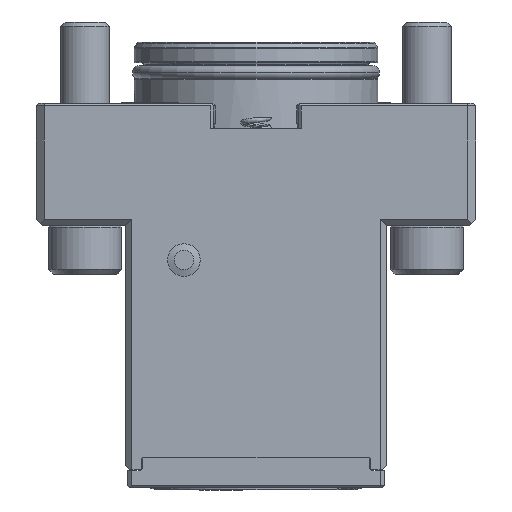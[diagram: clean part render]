
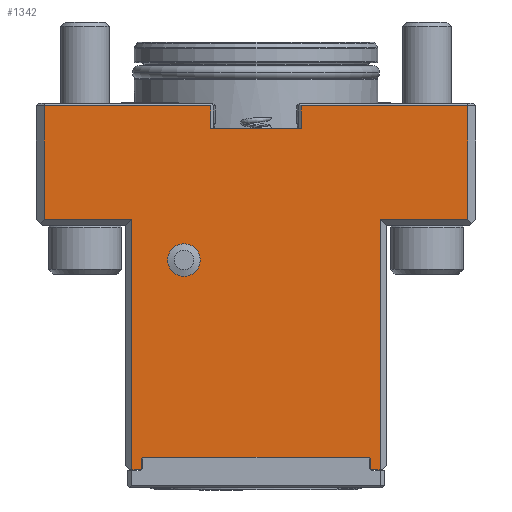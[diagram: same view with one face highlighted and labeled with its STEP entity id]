
A CAD part, left-side view. The second image highlights one B-rep face of the part: STEP entity #1342.
In plain terms, the highlighted planar face has unit normal (-1, 0, 0).
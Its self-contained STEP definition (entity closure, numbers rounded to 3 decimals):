
#115=LINE('',#8971,#594);
#116=LINE('',#8974,#595);
#117=LINE('',#8976,#596);
#118=LINE('',#8978,#597);
#119=LINE('',#8980,#598);
#120=LINE('',#8982,#599);
#121=LINE('',#8984,#600);
#122=LINE('',#8986,#601);
#123=LINE('',#8988,#602);
#124=LINE('',#8990,#603);
#125=LINE('',#8992,#604);
#126=LINE('',#8996,#605);
#127=LINE('',#9000,#606);
#128=LINE('',#9002,#607);
#129=LINE('',#9004,#608);
#130=LINE('',#9006,#609);
#131=LINE('',#9008,#610);
#132=LINE('',#9010,#611);
#594=VECTOR('',#6063,1.);
#595=VECTOR('',#6064,1.);
#596=VECTOR('',#6065,1.);
#597=VECTOR('',#6066,1.);
#598=VECTOR('',#6067,1.);
#599=VECTOR('',#6068,1.);
#600=VECTOR('',#6069,1.);
#601=VECTOR('',#6070,1.);
#602=VECTOR('',#6071,1.);
#603=VECTOR('',#6072,1.);
#604=VECTOR('',#6073,1.);
#605=VECTOR('',#6076,1.);
#606=VECTOR('',#6079,1.);
#607=VECTOR('',#6080,1.);
#608=VECTOR('',#6081,1.);
#609=VECTOR('',#6082,1.);
#610=VECTOR('',#6083,1.);
#611=VECTOR('',#6084,1.);
#1168=FACE_BOUND('',#2141,.T.);
#1169=FACE_BOUND('',#2142,.T.);
#1342=ADVANCED_FACE('',(#1168,#1169),#1624,.T.);
#1624=PLANE('',#5392);
#2141=EDGE_LOOP('',(#2656));
#2142=EDGE_LOOP('',(#2657,#2658,#2659,#2660,#2661,#2662,#2663,#2664,#2665,
#2666,#2667,#2668,#2669,#2670,#2671,#2672,#2673,#2674,#2675,#2676));
#2656=ORIENTED_EDGE('',*,*,#4508,.F.);
#2657=ORIENTED_EDGE('',*,*,#4509,.T.);
#2658=ORIENTED_EDGE('',*,*,#4510,.T.);
#2659=ORIENTED_EDGE('',*,*,#4511,.F.);
#2660=ORIENTED_EDGE('',*,*,#4512,.T.);
#2661=ORIENTED_EDGE('',*,*,#4513,.T.);
#2662=ORIENTED_EDGE('',*,*,#4514,.T.);
#2663=ORIENTED_EDGE('',*,*,#4515,.T.);
#2664=ORIENTED_EDGE('',*,*,#4516,.T.);
#2665=ORIENTED_EDGE('',*,*,#4517,.F.);
#2666=ORIENTED_EDGE('',*,*,#4518,.T.);
#2667=ORIENTED_EDGE('',*,*,#4519,.F.);
#2668=ORIENTED_EDGE('',*,*,#4520,.T.);
#2669=ORIENTED_EDGE('',*,*,#4521,.F.);
#2670=ORIENTED_EDGE('',*,*,#4522,.T.);
#2671=ORIENTED_EDGE('',*,*,#4523,.F.);
#2672=ORIENTED_EDGE('',*,*,#4524,.T.);
#2673=ORIENTED_EDGE('',*,*,#4525,.F.);
#2674=ORIENTED_EDGE('',*,*,#4526,.T.);
#2675=ORIENTED_EDGE('',*,*,#4527,.T.);
#2676=ORIENTED_EDGE('',*,*,#4528,.T.);
#4025=VERTEX_POINT('',#8970);
#4026=VERTEX_POINT('',#8972);
#4027=VERTEX_POINT('',#8973);
#4028=VERTEX_POINT('',#8975);
#4029=VERTEX_POINT('',#8977);
#4030=VERTEX_POINT('',#8979);
#4031=VERTEX_POINT('',#8981);
#4032=VERTEX_POINT('',#8983);
#4033=VERTEX_POINT('',#8985);
#4034=VERTEX_POINT('',#8987);
#4035=VERTEX_POINT('',#8989);
#4036=VERTEX_POINT('',#8991);
#4037=VERTEX_POINT('',#8993);
#4038=VERTEX_POINT('',#8995);
#4039=VERTEX_POINT('',#8997);
#4040=VERTEX_POINT('',#8999);
#4041=VERTEX_POINT('',#9001);
#4042=VERTEX_POINT('',#9003);
#4043=VERTEX_POINT('',#9005);
#4044=VERTEX_POINT('',#9007);
#4045=VERTEX_POINT('',#9009);
#4508=EDGE_CURVE('',#4025,#4025,#5124,.T.);
#4509=EDGE_CURVE('',#4026,#4027,#115,.T.);
#4510=EDGE_CURVE('',#4027,#4028,#116,.T.);
#4511=EDGE_CURVE('',#4029,#4028,#117,.T.);
#4512=EDGE_CURVE('',#4029,#4030,#118,.T.);
#4513=EDGE_CURVE('',#4030,#4031,#119,.T.);
#4514=EDGE_CURVE('',#4031,#4032,#120,.T.);
#4515=EDGE_CURVE('',#4032,#4033,#121,.T.);
#4516=EDGE_CURVE('',#4033,#4034,#122,.T.);
#4517=EDGE_CURVE('',#4035,#4034,#123,.T.);
#4518=EDGE_CURVE('',#4035,#4036,#124,.T.);
#4519=EDGE_CURVE('',#4037,#4036,#125,.T.);
#4520=EDGE_CURVE('',#4037,#4038,#5125,.T.);
#4521=EDGE_CURVE('',#4039,#4038,#126,.T.);
#4522=EDGE_CURVE('',#4039,#4040,#5126,.T.);
#4523=EDGE_CURVE('',#4041,#4040,#127,.T.);
#4524=EDGE_CURVE('',#4041,#4042,#128,.T.);
#4525=EDGE_CURVE('',#4043,#4042,#129,.T.);
#4526=EDGE_CURVE('',#4043,#4044,#130,.T.);
#4527=EDGE_CURVE('',#4044,#4045,#131,.T.);
#4528=EDGE_CURVE('',#4045,#4026,#132,.T.);
#5124=CIRCLE('',#5389,3.994);
#5125=CIRCLE('',#5390,0.15);
#5126=CIRCLE('',#5391,0.15);
#5389=AXIS2_PLACEMENT_3D('',#8969,#6061,#6062);
#5390=AXIS2_PLACEMENT_3D('',#8994,#6074,#6075);
#5391=AXIS2_PLACEMENT_3D('',#8998,#6077,#6078);
#5392=AXIS2_PLACEMENT_3D('',#9011,#6085,#6086);
#6061=DIRECTION('',(-1.,0.,0.));
#6062=DIRECTION('',(0.,0.,-1.));
#6063=DIRECTION('',(0.,1.,0.));
#6064=DIRECTION('',(0.,0.,-1.));
#6065=DIRECTION('',(0.,-1.,0.));
#6066=DIRECTION('',(0.,0.,1.));
#6067=DIRECTION('',(0.,1.,0.));
#6068=DIRECTION('',(0.,0.,-1.));
#6069=DIRECTION('',(0.,-1.,0.));
#6070=DIRECTION('',(0.,0.,-1.));
#6071=DIRECTION('',(0.,1.,0.));
#6072=DIRECTION('',(0.,-0.5,0.866));
#6073=DIRECTION('',(0.,0.,-1.));
#6074=DIRECTION('',(1.,0.,0.));
#6075=DIRECTION('',(0.,-1.,0.));
#6076=DIRECTION('',(0.,1.,0.));
#6077=DIRECTION('',(1.,0.,0.));
#6078=DIRECTION('',(0.,-1.,0.));
#6079=DIRECTION('',(0.,0.,1.));
#6080=DIRECTION('',(0.,-0.5,-0.866));
#6081=DIRECTION('',(0.,1.,0.));
#6082=DIRECTION('',(0.,0.,1.));
#6083=DIRECTION('',(0.,-1.,0.));
#6084=DIRECTION('',(0.,0.,1.));
#6085=DIRECTION('',(-1.,0.,0.));
#6086=DIRECTION('',(0.,0.,-1.));
#8969=CARTESIAN_POINT('',(-69.,17.7,-38.5));
#8970=CARTESIAN_POINT('',(-69.,17.7,-42.494));
#8971=CARTESIAN_POINT('',(-69.,-54.,-0.6));
#8972=CARTESIAN_POINT('',(-69.,-52.,-0.6));
#8973=CARTESIAN_POINT('',(-69.,-11.1,-0.6));
#8974=CARTESIAN_POINT('',(-69.,-11.1,-90.));
#8975=CARTESIAN_POINT('',(-69.,-11.1,-6.2));
#8976=CARTESIAN_POINT('',(-69.,-10.,-6.2));
#8977=CARTESIAN_POINT('',(-69.,11.1,-6.2));
#8978=CARTESIAN_POINT('',(-69.,11.1,-90.));
#8979=CARTESIAN_POINT('',(-69.,11.1,-0.6));
#8980=CARTESIAN_POINT('',(-69.,-54.,-0.6));
#8981=CARTESIAN_POINT('',(-69.,52.,-0.6));
#8982=CARTESIAN_POINT('',(-69.,52.,-90.));
#8983=CARTESIAN_POINT('',(-69.,52.,-28.5));
#8984=CARTESIAN_POINT('',(-69.,-54.,-28.5));
#8985=CARTESIAN_POINT('',(-69.,30.5,-28.5));
#8986=CARTESIAN_POINT('',(-69.,30.5,-90.));
#8987=CARTESIAN_POINT('',(-69.,30.5,-90.));
#8988=CARTESIAN_POINT('',(-69.,-54.,-90.));
#8989=CARTESIAN_POINT('',(-69.,28.363,-90.));
#8990=CARTESIAN_POINT('',(-69.,28.917,-90.96));
#8991=CARTESIAN_POINT('',(-69.,28.017,-89.4));
#8992=CARTESIAN_POINT('',(-69.,28.017,-87.));
#8993=CARTESIAN_POINT('',(-69.,28.017,-87.15));
#8994=CARTESIAN_POINT('',(-69.,27.867,-87.15));
#8995=CARTESIAN_POINT('',(-69.,27.867,-87.));
#8996=CARTESIAN_POINT('',(-69.,-41.,-87.));
#8997=CARTESIAN_POINT('',(-69.,-27.866,-87.));
#8998=CARTESIAN_POINT('',(-69.,-27.866,-87.15));
#8999=CARTESIAN_POINT('',(-69.,-28.016,-87.15));
#9000=CARTESIAN_POINT('',(-69.,-28.016,-87.));
#9001=CARTESIAN_POINT('',(-69.,-28.016,-89.4));
#9002=CARTESIAN_POINT('',(-69.,-11.029,-59.977));
#9003=CARTESIAN_POINT('',(-69.,-28.363,-90.));
#9004=CARTESIAN_POINT('',(-69.,-54.,-90.));
#9005=CARTESIAN_POINT('',(-69.,-30.5,-90.));
#9006=CARTESIAN_POINT('',(-69.,-30.5,-90.));
#9007=CARTESIAN_POINT('',(-69.,-30.5,-28.5));
#9008=CARTESIAN_POINT('',(-69.,-54.,-28.5));
#9009=CARTESIAN_POINT('',(-69.,-52.,-28.5));
#9010=CARTESIAN_POINT('',(-69.,-52.,-90.));
#9011=CARTESIAN_POINT('',(-69.,30.08,-22.));
